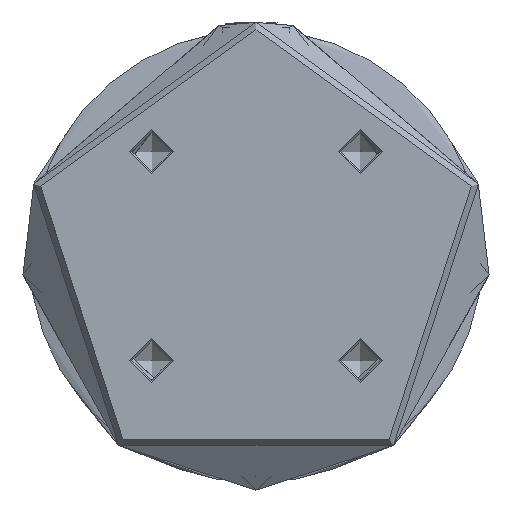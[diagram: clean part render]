
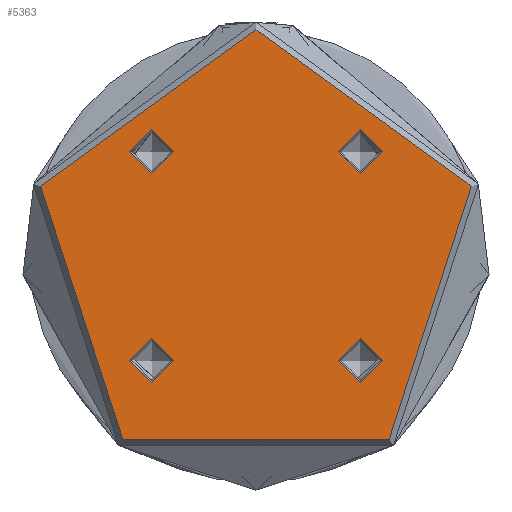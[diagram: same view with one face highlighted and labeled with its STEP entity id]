
A CAD part, front view. The second image highlights one B-rep face of the part: STEP entity #5363.
In plain terms, the highlighted face is planar.
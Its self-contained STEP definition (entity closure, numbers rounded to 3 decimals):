
#94 = DIRECTION ( 'NONE',  ( 0., 0., -1. ) ) ;
#335 = CARTESIAN_POINT ( 'NONE',  ( 16.713, -21.213, 0. ) ) ;
#369 = EDGE_LOOP ( 'NONE', ( #2340 ) ) ;
#477 = EDGE_LOOP ( 'NONE', ( #3902 ) ) ;
#513 = FACE_OUTER_BOUND ( 'NONE', #5369, .T. ) ;
#578 = FACE_BOUND ( 'NONE', #369, .T. ) ;
#584 = CARTESIAN_POINT ( 'NONE',  ( 0., 0., 0. ) ) ;
#613 = ORIENTED_EDGE ( 'NONE', *, *, #1595, .T. ) ;
#643 = ORIENTED_EDGE ( 'NONE', *, *, #2606, .T. ) ;
#649 = FACE_BOUND ( 'NONE', #3174, .T. ) ;
#740 = AXIS2_PLACEMENT_3D ( 'NONE', #3951, #1411, #4391 ) ;
#779 = FACE_BOUND ( 'NONE', #477, .T. ) ;
#905 = FACE_BOUND ( 'NONE', #5326, .T. ) ;
#969 = AXIS2_PLACEMENT_3D ( 'NONE', #4623, #2058, #5074 ) ;
#1010 = DIRECTION ( 'NONE',  ( 1., 0., 0. ) ) ;
#1195 = AXIS2_PLACEMENT_3D ( 'NONE', #5095, #2495, #5509 ) ;
#1319 = CIRCLE ( 'NONE', #969, 4.5 ) ;
#1411 = DIRECTION ( 'NONE',  ( 0., 0., -1. ) ) ;
#1595 = EDGE_CURVE ( 'NONE', #4212, #4212, #5465, .T. ) ;
#1807 = EDGE_CURVE ( 'NONE', #3855, #3855, #5139, .T. ) ;
#1965 = DIRECTION ( 'NONE',  ( 0., 0., -1. ) ) ;
#2058 = DIRECTION ( 'NONE',  ( 0., 0., 1. ) ) ;
#2141 = AXIS2_PLACEMENT_3D ( 'NONE', #2617, #94, #3047 ) ;
#2205 = CIRCLE ( 'NONE', #2726, 4.5 ) ;
#2231 = PLANE ( 'NONE',  #740 ) ;
#2340 = ORIENTED_EDGE ( 'NONE', *, *, #1807, .F. ) ;
#2495 = DIRECTION ( 'NONE',  ( 0., 0., 1. ) ) ;
#2527 = VERTEX_POINT ( 'NONE', #4560 ) ;
#2606 = EDGE_CURVE ( 'NONE', #3070, #3070, #3751, .T. ) ;
#2617 = CARTESIAN_POINT ( 'NONE',  ( -21.213, 21.213, 0. ) ) ;
#2726 = AXIS2_PLACEMENT_3D ( 'NONE', #4522, #1965, #4970 ) ;
#3047 = DIRECTION ( 'NONE',  ( 1., 0., 0. ) ) ;
#3070 = VERTEX_POINT ( 'NONE', #3250 ) ;
#3174 = EDGE_LOOP ( 'NONE', ( #3549 ) ) ;
#3250 = CARTESIAN_POINT ( 'NONE',  ( 46., 0., 0. ) ) ;
#3531 = DIRECTION ( 'NONE',  ( 0., 0., 1. ) ) ;
#3549 = ORIENTED_EDGE ( 'NONE', *, *, #3671, .F. ) ;
#3658 = CARTESIAN_POINT ( 'NONE',  ( -16.713, 21.213, 0. ) ) ;
#3671 = EDGE_CURVE ( 'NONE', #2527, #2527, #1319, .T. ) ;
#3751 = CIRCLE ( 'NONE', #4922, 46. ) ;
#3855 = VERTEX_POINT ( 'NONE', #4102 ) ;
#3902 = ORIENTED_EDGE ( 'NONE', *, *, #5526, .T. ) ;
#3951 = CARTESIAN_POINT ( 'NONE',  ( 0., 0., 0. ) ) ;
#4102 = CARTESIAN_POINT ( 'NONE',  ( -16.713, -21.213, 0. ) ) ;
#4212 = VERTEX_POINT ( 'NONE', #3658 ) ;
#4391 = DIRECTION ( 'NONE',  ( -1., 0., 0. ) ) ;
#4522 = CARTESIAN_POINT ( 'NONE',  ( 21.213, -21.213, 0. ) ) ;
#4560 = CARTESIAN_POINT ( 'NONE',  ( 16.713, 21.213, 0. ) ) ;
#4623 = CARTESIAN_POINT ( 'NONE',  ( 21.213, 21.213, 0. ) ) ;
#4922 = AXIS2_PLACEMENT_3D ( 'NONE', #584, #3531, #1010 ) ;
#4970 = DIRECTION ( 'NONE',  ( -1., 0., 0. ) ) ;
#5074 = DIRECTION ( 'NONE',  ( -1., 0., 0. ) ) ;
#5095 = CARTESIAN_POINT ( 'NONE',  ( -21.213, -21.213, 0. ) ) ;
#5139 = CIRCLE ( 'NONE', #1195, 4.5 ) ;
#5309 = VERTEX_POINT ( 'NONE', #335 ) ;
#5326 = EDGE_LOOP ( 'NONE', ( #613 ) ) ;
#5363 = ADVANCED_FACE ( 'NONE', ( #649, #905, #779, #578, #513 ), #2231, .F. ) ;
#5369 = EDGE_LOOP ( 'NONE', ( #643 ) ) ;
#5465 = CIRCLE ( 'NONE', #2141, 4.5 ) ;
#5509 = DIRECTION ( 'NONE',  ( 1., 0., 0. ) ) ;
#5526 = EDGE_CURVE ( 'NONE', #5309, #5309, #2205, .T. ) ;
